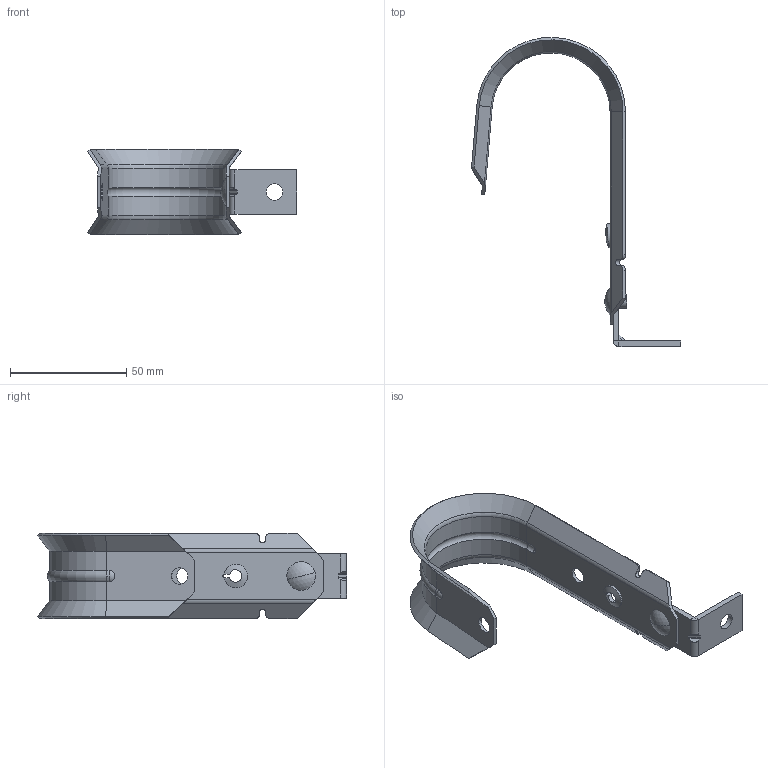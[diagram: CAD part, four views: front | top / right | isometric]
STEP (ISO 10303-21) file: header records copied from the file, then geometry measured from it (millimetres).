
FILE_DESCRIPTION (( 'STEP AP203' ), '1' );
FILE_NAME ('WJH32AC.STEP', '2024-03-05T08:36:43', ( '' ), ( '' ), 'SwSTEP 2.0', 'SolidWorks 2021', '' );
FILE_SCHEMA (( 'CONFIG_CONTROL_DESIGN' ));
Length unit declared in the file: millimetre
Products named in the file (4): WJH32AC; WJH32.step; AC.step; oval head semi-tubular rivets gb_GB_CONNECTING_PIECE_RIVET_OHSR 6X7
Assembly tree (3 placements, depth 2):
  WJH32AC
    AC.step
    oval head semi-tubular rivets gb_GB_CONNECTING_PIECE_RIVET_OHSR 6X7
    WJH32.step
Bounding box: 89.98 x 132.97 x 36.64 mm (x, y, z)
Volume: 13306.3 mm3; surface area: 19739.5 mm2
Topology: 3 solids, 3 shells, 122 faces, 312 edges, 192 vertices
Faces by surface type: plane 50, cylinder 48, cone 8, torus 6, sphere 6, bspline 4
Entity records: 4337 total; most frequent: CARTESIAN_POINT 1061, ORIENTED_EDGE 608, DIRECTION 596, EDGE_CURVE 304, AXIS2_PLACEMENT_3D 210, VERTEX_POINT 190, VECTOR 176, LINE 176
